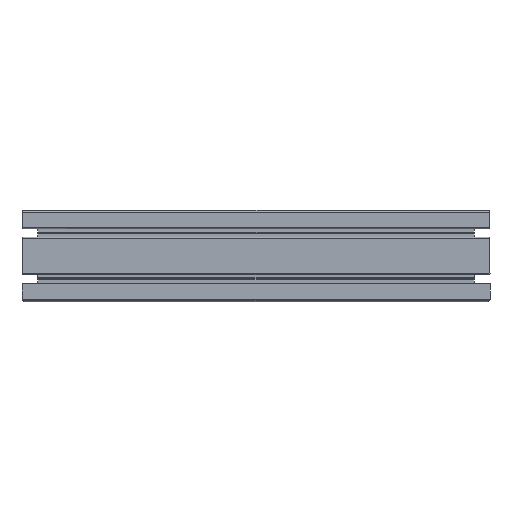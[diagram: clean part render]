
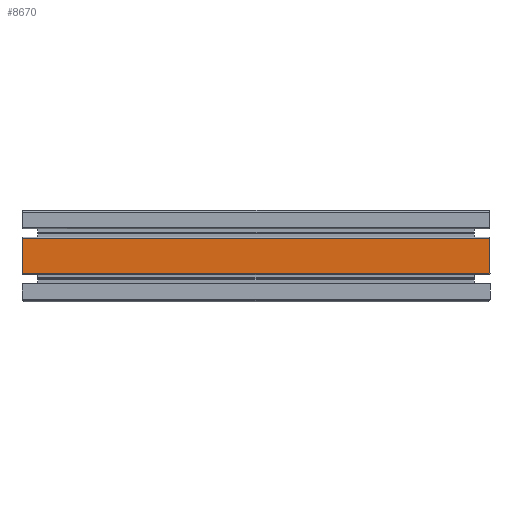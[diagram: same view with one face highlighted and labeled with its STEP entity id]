
A CAD part, top view. The second image highlights one B-rep face of the part: STEP entity #8670.
In plain terms, the highlighted planar face has unit normal (0, 0, 1).
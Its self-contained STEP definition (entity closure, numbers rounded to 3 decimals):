
#654=FACE_OUTER_BOUND('',#1097,.T.);
#1097=EDGE_LOOP('',(#7503,#7504,#7505,#7506));
#1205=LINE('',#12387,#2069);
#1954=LINE('',#14648,#2818);
#1955=LINE('',#14651,#2819);
#1956=LINE('',#14652,#2820);
#2069=VECTOR('',#9719,10.);
#2818=VECTOR('',#12040,10.);
#2819=VECTOR('',#12043,10.);
#2820=VECTOR('',#12044,10.);
#3404=VERTEX_POINT('',#12384);
#3405=VERTEX_POINT('',#12386);
#4131=VERTEX_POINT('',#14646);
#4132=VERTEX_POINT('',#14650);
#4268=EDGE_CURVE('',#3404,#3405,#1205,.T.);
#5399=EDGE_CURVE('',#3405,#4131,#1954,.T.);
#5400=EDGE_CURVE('',#4131,#4132,#1955,.T.);
#5401=EDGE_CURVE('',#3404,#4132,#1956,.T.);
#7503=ORIENTED_EDGE('',*,*,#5400,.F.);
#7504=ORIENTED_EDGE('',*,*,#5399,.F.);
#7505=ORIENTED_EDGE('',*,*,#4268,.F.);
#7506=ORIENTED_EDGE('',*,*,#5401,.T.);
#8247=PLANE('',#9527);
#8670=ADVANCED_FACE('',(#654),#8247,.T.);
#9527=AXIS2_PLACEMENT_3D('',#14649,#12041,#12042);
#9719=DIRECTION('',(0.,1.,0.));
#12040=DIRECTION('',(1.,0.,0.));
#12041=DIRECTION('center_axis',(0.,0.,
1.));
#12042=DIRECTION('ref_axis',(0.,-1.,0.));
#12043=DIRECTION('',(0.,-1.,0.));
#12044=DIRECTION('',(1.,0.,0.));
#12384=CARTESIAN_POINT('',(2025.565,-10.93,42.735));
#12386=CARTESIAN_POINT('',(2025.565,24.173,42.735));
#12387=CARTESIAN_POINT('',(2025.565,15.397,42.735));
#14646=CARTESIAN_POINT('',(2485.565,24.173,42.735));
#14648=CARTESIAN_POINT('',(2012.254,24.173,42.735));
#14649=CARTESIAN_POINT('Origin',(2012.254,24.173,42.735));
#14650=CARTESIAN_POINT('',(2485.565,-10.93,42.735));
#14651=CARTESIAN_POINT('',(2485.565,15.397,42.735));
#14652=CARTESIAN_POINT('',(2012.254,-10.93,42.735));
